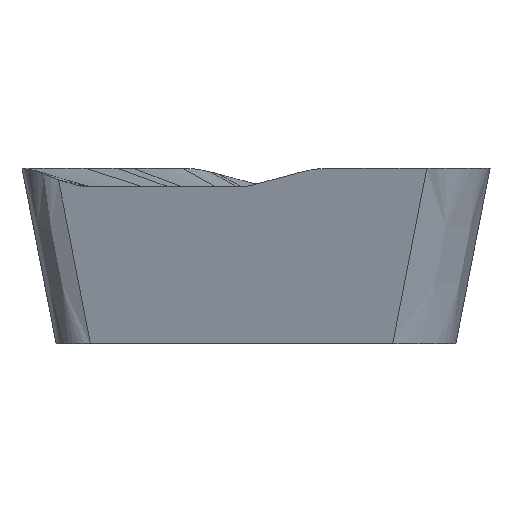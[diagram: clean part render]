
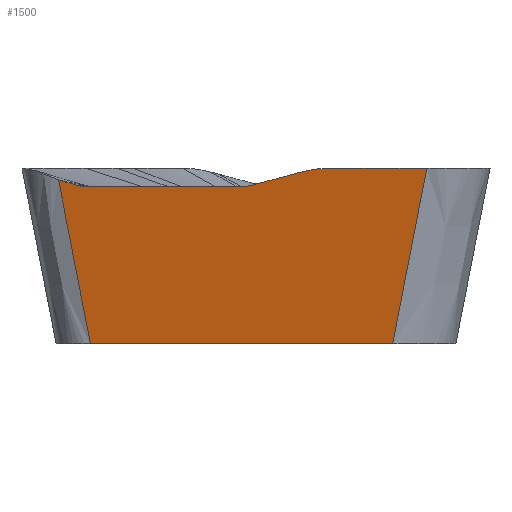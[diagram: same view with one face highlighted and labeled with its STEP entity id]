
A CAD part, left-side view. The second image highlights one B-rep face of the part: STEP entity #1500.
In plain terms, the highlighted planar face has unit normal (-0.979, 0.069, -0.191).
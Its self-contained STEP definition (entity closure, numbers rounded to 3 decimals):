
#363=DIRECTION('',(-0.07,-0.998,0.));
#364=VECTOR('',#363,4.108);
#365=CARTESIAN_POINT('',(-6.751,4.561,-0.5));
#366=LINE('',#365,#364);
#386=CARTESIAN_POINT('',(-6.976,4.577,0.659));
#387=DIRECTION('',(0.979,-0.068,0.191));
#388=DIRECTION('',(0.19,-0.013,-0.982));
#389=AXIS2_PLACEMENT_3D('',#386,#387,#388);
#394=DIRECTION('',(-0.07,-0.998,0.));
#395=VECTOR('',#394,8.224);
#396=CARTESIAN_POINT('',(-5.926,4.495,-4.76));
#397=LINE('',#396,#395);
#401=CARTESIAN_POINT('',(-5.926,4.495,-4.76));
#402=CARTESIAN_POINT('',(-6.194,4.783,-3.278));
#403=CARTESIAN_POINT('',(-6.463,5.071,-1.797));
#404=CARTESIAN_POINT('',(-6.731,5.359,
-0.315));
#409=CARTESIAN_POINT('',(-6.499,-3.709,-4.76));
#410=CARTESIAN_POINT('',(-6.83,-4.018,
-3.173));
#411=CARTESIAN_POINT('',(-7.161,-4.326,
-1.587));
#412=CARTESIAN_POINT('',(-7.492,-4.635,
0.));
#727=DIRECTION('',(0.07,0.998,0.));
#728=VECTOR('',#727,0.868);
#729=CARTESIAN_POINT('',(-7.492,-4.635,
0.));
#730=LINE('',#729,#728);
#741=DIRECTION('',(0.07,0.998,0.));
#742=VECTOR('',#741,0.454);
#743=CARTESIAN_POINT('',(-7.431,-3.768,0.));
#744=LINE('',#743,#742);
#755=DIRECTION('',(0.07,0.998,0.));
#756=VECTOR('',#755,1.324);
#757=CARTESIAN_POINT('',(-7.399,-3.316,0.));
#758=LINE('',#757,#756);
#769=CARTESIAN_POINT('',(-7.307,-1.995,0.));
#770=CARTESIAN_POINT('',(-7.302,-1.93,0.));
#771=CARTESIAN_POINT('',(-7.292,-1.799,
-0.004));
#772=CARTESIAN_POINT('',(-7.275,-1.605,
-0.024));
#773=CARTESIAN_POINT('',(-7.255,-1.412,
-0.056));
#774=CARTESIAN_POINT('',(-7.241,-1.285,
-0.085));
#775=CARTESIAN_POINT('',(-7.233,-1.222,
-0.102));
#787=DIRECTION('',(0.117,0.959,-0.258));
#788=VECTOR('',#787,0.213);
#789=CARTESIAN_POINT('',(-7.233,-1.222,
-0.102));
#790=LINE('',#789,#788);
#801=DIRECTION('',(0.117,0.959,-0.258));
#802=VECTOR('',#801,0.84);
#803=CARTESIAN_POINT('',(-7.208,-1.018,
-0.157));
#804=LINE('',#803,#802);
#815=DIRECTION('',(0.117,0.959,-0.258));
#816=VECTOR('',#815,0.285);
#817=CARTESIAN_POINT('',(-7.109,-0.213,
-0.374));
#818=LINE('',#817,#816);
#829=CARTESIAN_POINT('',(-7.076,0.06,
-0.448));
#830=CARTESIAN_POINT('',(-7.071,0.102,
-0.459));
#831=CARTESIAN_POINT('',(-7.061,0.187,
-0.478));
#832=CARTESIAN_POINT('',(-7.048,0.322,
-0.496));
#833=CARTESIAN_POINT('',(-7.041,0.415,
-0.5));
#834=CARTESIAN_POINT('',(-7.038,0.463,
-0.5));
#1166=CARTESIAN_POINT('',(-6.731,5.359,
-0.315));
#1185=CARTESIAN_POINT('',(-6.738,4.847,
-0.465));
#1186=CARTESIAN_POINT('',(-6.737,4.904,
-0.451));
#1187=CARTESIAN_POINT('',(-6.734,5.019,
-0.421));
#1188=CARTESIAN_POINT('',(-6.732,5.19,
-0.371));
#1189=CARTESIAN_POINT('',(-6.732,5.302,
-0.334));
#1190=CARTESIAN_POINT('',(-6.731,5.359,
-0.315));
#1267=CARTESIAN_POINT('',(-6.751,4.561,-0.5));
#1268=CARTESIAN_POINT('',(-7.038,0.463,
-0.5));
#1269=VERTEX_POINT('',#1267);
#1270=VERTEX_POINT('',#1268);
#1297=VERTEX_POINT('',#1166);
#1298=VERTEX_POINT('',#1185);
#1309=CARTESIAN_POINT('',(-7.492,-4.635,
0.));
#1310=VERTEX_POINT('',#1309);
#1311=CARTESIAN_POINT('',(-7.431,-3.768,0.));
#1312=VERTEX_POINT('',#1311);
#1313=CARTESIAN_POINT('',(-7.399,-3.316,0.));
#1314=VERTEX_POINT('',#1313);
#1315=CARTESIAN_POINT('',(-7.307,-1.995,0.));
#1316=VERTEX_POINT('',#1315);
#1317=VERTEX_POINT('',#775);
#1318=CARTESIAN_POINT('',(-7.208,-1.018,
-0.157));
#1319=VERTEX_POINT('',#1318);
#1320=CARTESIAN_POINT('',(-7.109,-0.213,
-0.374));
#1321=VERTEX_POINT('',#1320);
#1322=CARTESIAN_POINT('',(-7.076,0.06,
-0.448));
#1323=VERTEX_POINT('',#1322);
#1336=CARTESIAN_POINT('',(-5.926,4.495,-4.76));
#1337=CARTESIAN_POINT('',(-6.499,-3.709,-4.76));
#1338=VERTEX_POINT('',#1336);
#1339=VERTEX_POINT('',#1337);
#1467=CARTESIAN_POINT('',(-6.645,7.467,0.));
#1468=DIRECTION('',(-0.979,0.068,-0.191));
#1469=DIRECTION('',(-0.07,-0.998,0.));
#1470=AXIS2_PLACEMENT_3D('',#1467,#1468,#1469);
#1471=PLANE('',#1470);
#1473=ORIENTED_EDGE('',*,*,#1472,.F.);
#1475=ORIENTED_EDGE('',*,*,#1474,.T.);
#1477=ORIENTED_EDGE('',*,*,#1476,.F.);
#1478=ORIENTED_EDGE('',*,*,#1459,.F.);
#1479=ORIENTED_EDGE('',*,*,#1419,.T.);
#1481=ORIENTED_EDGE('',*,*,#1480,.F.);
#1483=ORIENTED_EDGE('',*,*,#1482,.F.);
#1485=ORIENTED_EDGE('',*,*,#1484,.F.);
#1487=ORIENTED_EDGE('',*,*,#1486,.F.);
#1489=ORIENTED_EDGE('',*,*,#1488,.F.);
#1491=ORIENTED_EDGE('',*,*,#1490,.F.);
#1493=ORIENTED_EDGE('',*,*,#1492,.F.);
#1495=ORIENTED_EDGE('',*,*,#1494,.F.);
#1497=ORIENTED_EDGE('',*,*,#1496,.F.);
#1498=EDGE_LOOP('',(#1473,#1475,#1477,#1478,#1479,#1481,#1483,#1485,#1487,#1489,
#1491,#1493,#1495,#1497));
#1499=FACE_OUTER_BOUND('',#1498,.F.);
#390=CIRCLE('',#389,1.181);
#405=B_SPLINE_CURVE_WITH_KNOTS('',3,(#401,#402,#403,#404),.UNSPECIFIED.,.F.,.F.,
(4,4),(0.,1.),.UNSPECIFIED.);
#413=B_SPLINE_CURVE_WITH_KNOTS('',3,(#409,#410,#411,#412),.UNSPECIFIED.,.F.,.F.,
(4,4),(0.,1.),.UNSPECIFIED.);
#776=B_SPLINE_CURVE_WITH_KNOTS('',3,(#769,#770,#771,#772,#773,#774,#775),
.UNSPECIFIED.,.F.,.F.,(4,1,1,1,4),(0.,0.25,0.5,
0.75,1.),.UNSPECIFIED.);
#835=B_SPLINE_CURVE_WITH_KNOTS('',3,(#829,#830,#831,#832,#833,#834),
.UNSPECIFIED.,.F.,.F.,(4,1,1,4),(0.,0.333,0.667,1.),
.UNSPECIFIED.);
#1191=B_SPLINE_CURVE_WITH_KNOTS('',3,(#1185,#1186,#1187,#1188,#1189,#1190),
.UNSPECIFIED.,.F.,.F.,(4,1,1,4),(0.,0.333,0.666,1.),
.UNSPECIFIED.);
#1419=EDGE_CURVE('',#1269,#1270,#366,.T.);
#1459=EDGE_CURVE('',#1269,#1298,#390,.T.);
#1472=EDGE_CURVE('',#1338,#1339,#397,.T.);
#1474=EDGE_CURVE('',#1338,#1297,#405,.T.);
#1476=EDGE_CURVE('',#1298,#1297,#1191,.T.);
#1480=EDGE_CURVE('',#1323,#1270,#835,.T.);
#1482=EDGE_CURVE('',#1321,#1323,#818,.T.);
#1484=EDGE_CURVE('',#1319,#1321,#804,.T.);
#1486=EDGE_CURVE('',#1317,#1319,#790,.T.);
#1488=EDGE_CURVE('',#1316,#1317,#776,.T.);
#1490=EDGE_CURVE('',#1314,#1316,#758,.T.);
#1492=EDGE_CURVE('',#1312,#1314,#744,.T.);
#1494=EDGE_CURVE('',#1310,#1312,#730,.T.);
#1496=EDGE_CURVE('',#1339,#1310,#413,.T.);
#1500=ADVANCED_FACE('',(#1499),#1471,.T.);
